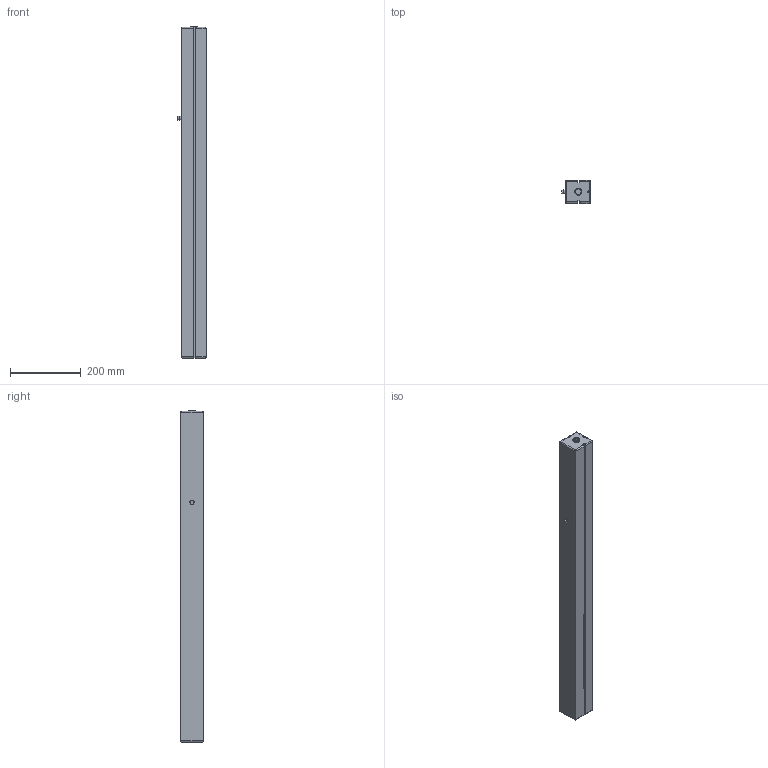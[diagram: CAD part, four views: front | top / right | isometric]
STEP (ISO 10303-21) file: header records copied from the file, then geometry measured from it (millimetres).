
FILE_DESCRIPTION((''),'2;1');
FILE_NAME('SLP10_R_F300111A','2006-01-03T',('Pepperl+Fuchs'),('Industriehansa'),'PRO/ENGINEER BY PARAMETRIC TECHNOLOGY CORPORATION, 2005290','PRO/ENGINEER BY PARAMETRIC TECHNOLOGY CORPORATION, 2005290','');
FILE_SCHEMA(('AUTOMOTIVE_DESIGN_CC2 { 1 2 10303 214 -1 1 5 2 }'));
Length unit declared in the file: millimetre
Products named in the file (1): SLP10_R_F300111A
Bounding box: 80 x 64 x 940 mm (x, y, z)
Volume: 4092799.8 mm3; surface area: 307854.9 mm2
Topology: 1 solids, 1 shells, 80 faces, 231 edges, 179 vertices
Faces by surface type: plane 58, cylinder 22
Entity records: 3764 total; most frequent: CARTESIAN_POINT 496, DIRECTION 431, ORIENTED_EDGE 404, PRESENTATION_STYLE_ASSIGNMENT 275, STYLED_ITEM 252, CURVE_STYLE 237, EDGE_CURVE 202, VECTOR 177
